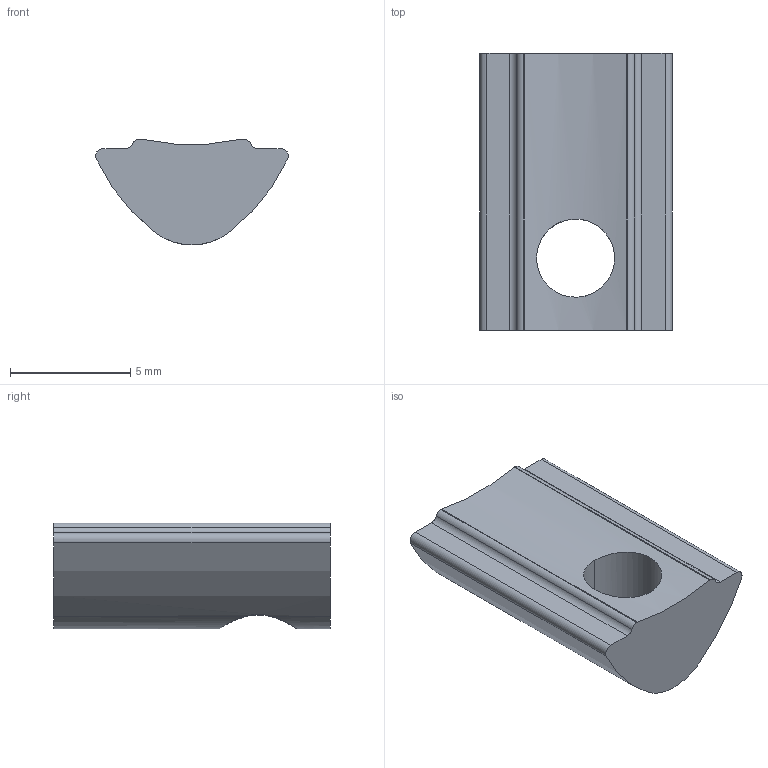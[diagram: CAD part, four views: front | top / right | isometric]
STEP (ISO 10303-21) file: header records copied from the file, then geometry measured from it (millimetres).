
FILE_DESCRIPTION(('no description'),'unknown implementation level');
FILE_NAME('item_0037006_T_Slot_Nut_5_St_M4_2.stp',' ',('item Industrietechnik GmbH'),('CADClick - KiM GmbH - www.kimweb.de'),'unknown preprocess','ACIS','unknown authorization');
FILE_SCHEMA(('automotive_design'));
Length unit declared in the file: millimetre
Products named in the file (1): 1
Bounding box: 8 x 11.5 x 4.4 mm (x, y, z)
Volume: 240.3 mm3; surface area: 302.7 mm2
Topology: 1 solids, 1 shells, 19 faces, 55 edges, 37 vertices
Faces by surface type: cylinder 13, plane 6
Entity records: 1436 total; most frequent: CARTESIAN_POINT 289, STYLED_ITEM 112, PRESENTATION_STYLE_ASSIGNMENT 112, COLOUR_RGB 112, ORIENTED_EDGE 110, DIRECTION 106, EDGE_CURVE 55, CURVE_STYLE 55
